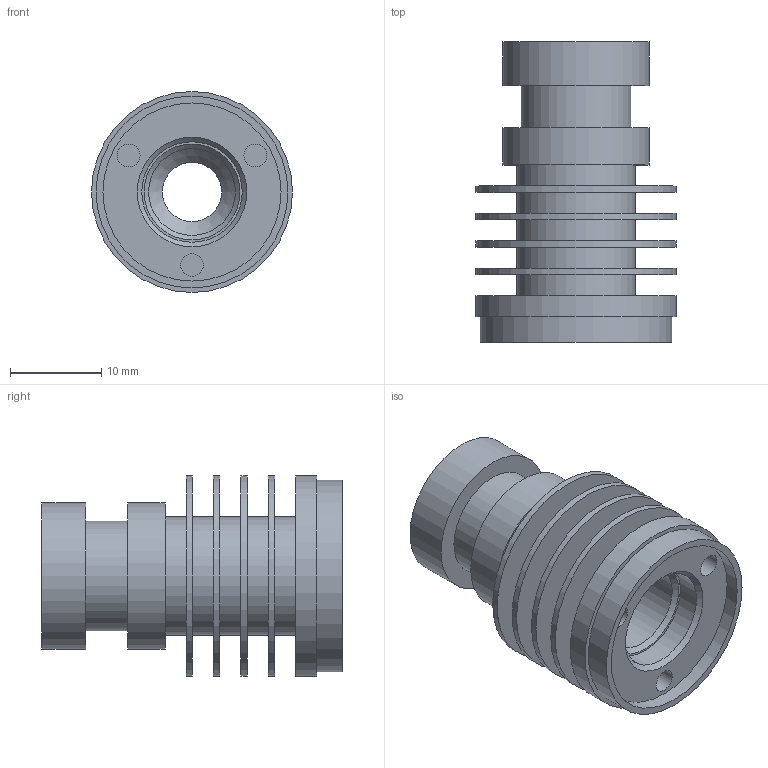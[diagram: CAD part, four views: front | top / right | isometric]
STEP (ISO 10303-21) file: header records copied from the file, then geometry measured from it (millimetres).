
FILE_DESCRIPTION(/* description */ ('Alibre Inc.'),/* implementation_level */ '2;1');
FILE_NAME(/* name */ 'export0',/* time_stamp */ '2015-07-05T22:41:51+12:00',/* author */ (''),/* organization */ (''),/* preprocessor_version */ 'ST-DEVELOPER v14',/* originating_system */ 'Alibre',/* authorisation */ '');
FILE_SCHEMA (('AUTOMOTIVE_DESIGN'));
Length unit declared in the file: millimetre
Bounding box: 22 x 32.9 x 22 mm (x, y, z)
Volume: 4763.3 mm3; surface area: 5463.2 mm2
Topology: 1 solids, 1 shells, 41 faces, 68 edges, 44 vertices
Faces by surface type: cylinder 21, plane 17, cone 3
Full cylindrical faces by diameter (mm): 2.5 x3, 6.5 x1, 9.5 x1, 11 x1, 12 x1, 13 x5, 16 x2, 19.5 x1, 21 x1, 22 x5
Entity records: 868 total; most frequent: DIRECTION 153, CARTESIAN_POINT 129, ORIENTED_EDGE 88, EDGE_LOOP 88, FACE_BOUND 88, AXIS2_PLACEMENT_3D 85, VERTEX_POINT 44, CIRCLE 44
